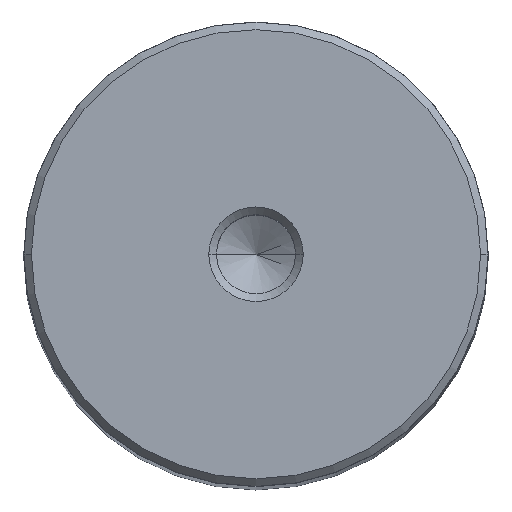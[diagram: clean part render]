
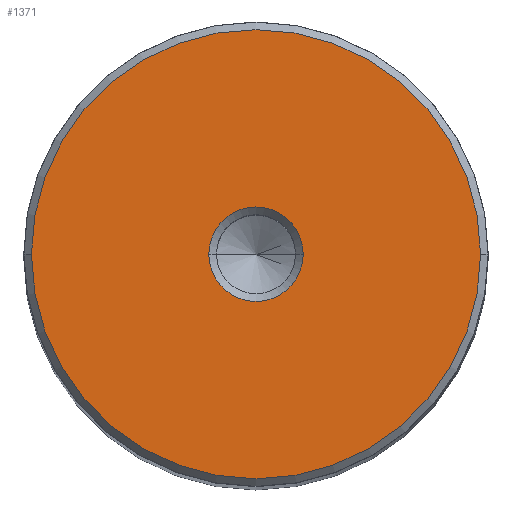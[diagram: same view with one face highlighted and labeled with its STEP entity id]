
A CAD part, top view. The second image highlights one B-rep face of the part: STEP entity #1371.
In plain terms, the highlighted planar face has unit normal (0, 0, 1).
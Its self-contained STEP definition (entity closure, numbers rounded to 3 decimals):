
#102 = PLANE ( 'NONE',  #2640 ) ;
#148 = EDGE_CURVE ( 'NONE', #1227, #2382, #2103, .T. ) ;
#151 = DIRECTION ( 'NONE',  ( 1., 0., 0. ) ) ;
#237 = ORIENTED_EDGE ( 'NONE', *, *, #284, .T. ) ;
#284 = EDGE_CURVE ( 'NONE', #1115, #288, #1886, .T. ) ;
#288 = VERTEX_POINT ( 'NONE', #381 ) ;
#309 = AXIS2_PLACEMENT_3D ( 'NONE', #1112, #2517, #2034 ) ;
#381 = CARTESIAN_POINT ( 'NONE',  ( 6.1, 0., 260. ) ) ;
#476 = CARTESIAN_POINT ( 'NONE',  ( 0., 0., 260. ) ) ;
#553 = EDGE_LOOP ( 'NONE', ( #1398, #237 ) ) ;
#594 = DIRECTION ( 'NONE',  ( 1., 0., 0. ) ) ;
#857 = CARTESIAN_POINT ( 'NONE',  ( 0., 0., 260. ) ) ;
#899 = DIRECTION ( 'NONE',  ( 0., 0., 1. ) ) ;
#925 = DIRECTION ( 'NONE',  ( 0., 0., 1. ) ) ;
#995 = EDGE_CURVE ( 'NONE', #288, #1115, #1445, .T. ) ;
#998 = ORIENTED_EDGE ( 'NONE', *, *, #2804, .T. ) ;
#1112 = CARTESIAN_POINT ( 'NONE',  ( 0., 0., 260. ) ) ;
#1115 = VERTEX_POINT ( 'NONE', #2563 ) ;
#1143 = DIRECTION ( 'NONE',  ( 1., 0., 0. ) ) ;
#1227 = VERTEX_POINT ( 'NONE', #2637 ) ;
#1231 = FACE_BOUND ( 'NONE', #553, .T. ) ;
#1371 = ADVANCED_FACE ( 'NONE', ( #1231, #2316 ), #102, .T. ) ;
#1398 = ORIENTED_EDGE ( 'NONE', *, *, #995, .T. ) ;
#1445 = CIRCLE ( 'NONE', #309, 6.1 ) ;
#1559 = ORIENTED_EDGE ( 'NONE', *, *, #148, .T. ) ;
#1698 = CIRCLE ( 'NONE', #2806, 29. ) ;
#1886 = CIRCLE ( 'NONE', #2354, 6.1 ) ;
#1962 = CARTESIAN_POINT ( 'NONE',  ( 0., 0., 260. ) ) ;
#1973 = DIRECTION ( 'NONE',  ( 0., 0., 1. ) ) ;
#2034 = DIRECTION ( 'NONE',  ( 1., 0., 0. ) ) ;
#2103 = CIRCLE ( 'NONE', #2565, 29. ) ;
#2227 = CARTESIAN_POINT ( 'NONE',  ( 29., 0., 260. ) ) ;
#2316 = FACE_OUTER_BOUND ( 'NONE', #2477, .T. ) ;
#2354 = AXIS2_PLACEMENT_3D ( 'NONE', #857, #2707, #151 ) ;
#2382 = VERTEX_POINT ( 'NONE', #2227 ) ;
#2477 = EDGE_LOOP ( 'NONE', ( #1559, #998 ) ) ;
#2517 = DIRECTION ( 'NONE',  ( 0., 0., -1. ) ) ;
#2549 = DIRECTION ( 'NONE',  ( 1., 0., 0. ) ) ;
#2556 = CARTESIAN_POINT ( 'NONE',  ( 0., 0., 260. ) ) ;
#2563 = CARTESIAN_POINT ( 'NONE',  ( -6.1, 0., 260. ) ) ;
#2565 = AXIS2_PLACEMENT_3D ( 'NONE', #2556, #925, #1143 ) ;
#2637 = CARTESIAN_POINT ( 'NONE',  ( -29., 0., 260. ) ) ;
#2640 = AXIS2_PLACEMENT_3D ( 'NONE', #1962, #1973, #594 ) ;
#2707 = DIRECTION ( 'NONE',  ( 0., 0., -1. ) ) ;
#2804 = EDGE_CURVE ( 'NONE', #2382, #1227, #1698, .T. ) ;
#2806 = AXIS2_PLACEMENT_3D ( 'NONE', #476, #899, #2549 ) ;
